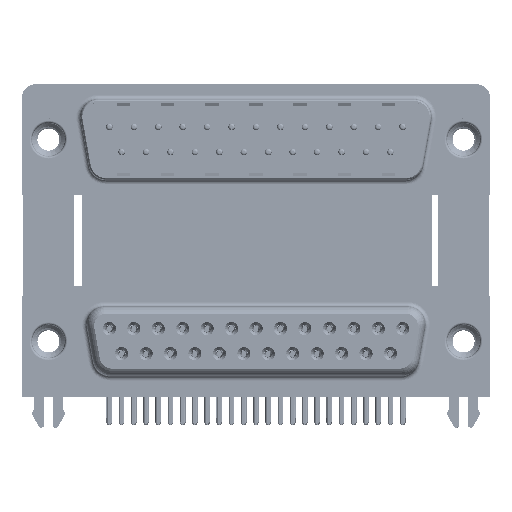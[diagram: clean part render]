
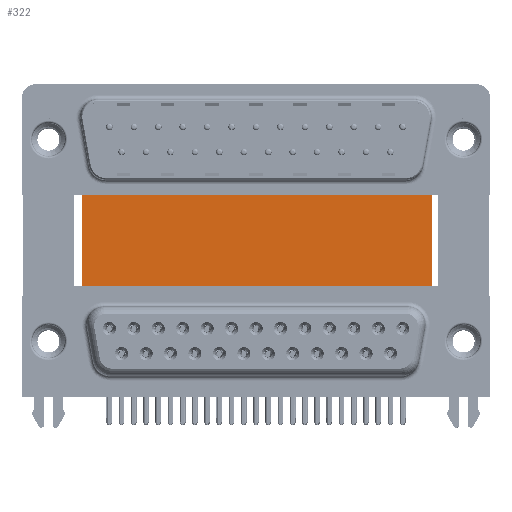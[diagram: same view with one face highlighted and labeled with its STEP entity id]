
A CAD part, top view. The second image highlights one B-rep face of the part: STEP entity #322.
In plain terms, the highlighted planar face has unit normal (0, 0, 1).
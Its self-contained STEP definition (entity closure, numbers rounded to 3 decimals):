
#322 = ADVANCED_FACE ( 'NONE', ( #49870 ), #10563, .F. ) ;
#3366 = ORIENTED_EDGE ( 'NONE', *, *, #56021, .T. ) ;
#3471 = VECTOR ( 'NONE', #20653, 1000. ) ;
#4405 = DIRECTION ( 'NONE',  ( 1., 0., 0. ) ) ;
#6989 = LINE ( 'NONE', #55802, #40404 ) ;
#8165 = AXIS2_PLACEMENT_3D ( 'NONE', #29201, #32956, #28067 ) ;
#9452 = CARTESIAN_POINT ( 'NONE',  ( 3.79, 16.585, -12. ) ) ;
#10563 = PLANE ( 'NONE',  #8165 ) ;
#13082 = LINE ( 'NONE', #30293, #54584 ) ;
#13588 = CARTESIAN_POINT ( 'NONE',  ( 3.79, -3.735, -12. ) ) ;
#14656 = VERTEX_POINT ( 'NONE', #9452 ) ;
#14811 = ORIENTED_EDGE ( 'NONE', *, *, #54195, .F. ) ;
#19169 = VERTEX_POINT ( 'NONE', #48845 ) ;
#20653 = DIRECTION ( 'NONE',  ( 1., 0., 0. ) ) ;
#23177 = LINE ( 'NONE', #32651, #47989 ) ;
#23835 = ORIENTED_EDGE ( 'NONE', *, *, #46086, .F. ) ;
#24523 = DIRECTION ( 'NONE',  ( 0., -1., 0. ) ) ;
#24647 = LINE ( 'NONE', #24928, #3471 ) ;
#24928 = CARTESIAN_POINT ( 'NONE',  ( 3.79, -3.735, -12. ) ) ;
#25659 = ORIENTED_EDGE ( 'NONE', *, *, #44297, .T. ) ;
#28067 = DIRECTION ( 'NONE',  ( -1., 0., 0. ) ) ;
#29201 = CARTESIAN_POINT ( 'NONE',  ( 3.79, 16.585, -12. ) ) ;
#30293 = CARTESIAN_POINT ( 'NONE',  ( 3.79, 16.585, -12. ) ) ;
#32651 = CARTESIAN_POINT ( 'NONE',  ( 3.79, 16.585, -12. ) ) ;
#32956 = DIRECTION ( 'NONE',  ( 0., 0., -1. ) ) ;
#33912 = VERTEX_POINT ( 'NONE', #13588 ) ;
#35606 = EDGE_LOOP ( 'NONE', ( #3366, #14811, #23835, #25659 ) ) ;
#40404 = VECTOR ( 'NONE', #24523, 1000. ) ;
#40418 = DIRECTION ( 'NONE',  ( 0., -1., 0. ) ) ;
#44297 = EDGE_CURVE ( 'NONE', #14656, #33912, #23177, .T. ) ;
#46086 = EDGE_CURVE ( 'NONE', #14656, #19169, #13082, .T. ) ;
#47989 = VECTOR ( 'NONE', #40418, 1000. ) ;
#48845 = CARTESIAN_POINT ( 'NONE',  ( 43.43, 16.585, -12. ) ) ;
#49870 = FACE_OUTER_BOUND ( 'NONE', #35606, .T. ) ;
#51593 = VERTEX_POINT ( 'NONE', #55493 ) ;
#54195 = EDGE_CURVE ( 'NONE', #19169, #51593, #6989, .T. ) ;
#54584 = VECTOR ( 'NONE', #4405, 1000. ) ;
#55493 = CARTESIAN_POINT ( 'NONE',  ( 43.43, -3.735, -12. ) ) ;
#55802 = CARTESIAN_POINT ( 'NONE',  ( 43.43, 16.585, -12. ) ) ;
#56021 = EDGE_CURVE ( 'NONE', #33912, #51593, #24647, .T. ) ;
